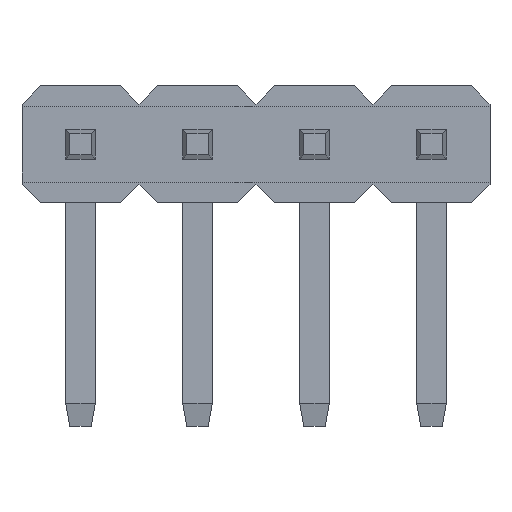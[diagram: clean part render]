
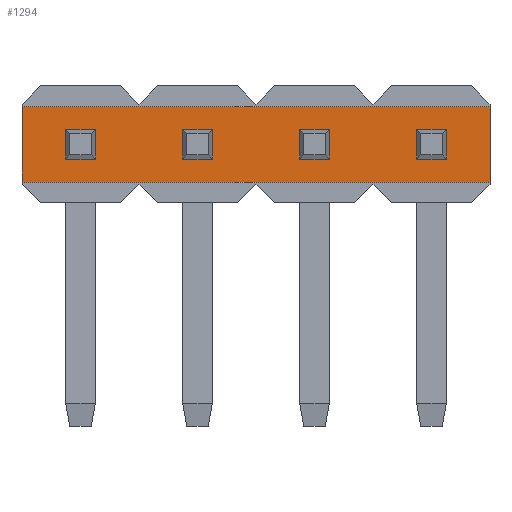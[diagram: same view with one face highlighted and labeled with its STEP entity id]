
A CAD part, front view. The second image highlights one B-rep face of the part: STEP entity #1294.
In plain terms, the highlighted planar face has unit normal (0, -1, 0).
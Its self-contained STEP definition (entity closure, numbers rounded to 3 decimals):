
#48=FACE_BOUND('',#154,.T.);
#49=FACE_BOUND('',#155,.T.);
#50=FACE_BOUND('',#156,.T.);
#51=FACE_BOUND('',#157,.T.);
#81=FACE_OUTER_BOUND('',#153,.T.);
#153=EDGE_LOOP('',(#1026,#1027,#1028,#1029));
#154=EDGE_LOOP('',(#1030,#1031,#1032,#1033));
#155=EDGE_LOOP('',(#1034,#1035,#1036,#1037));
#156=EDGE_LOOP('',(#1038,#1039,#1040,#1041));
#157=EDGE_LOOP('',(#1042,#1043,#1044,#1045));
#227=LINE('',#1838,#403);
#231=LINE('',#1846,#407);
#234=LINE('',#1852,#410);
#236=LINE('',#1855,#412);
#239=LINE('',#1862,#415);
#243=LINE('',#1870,#419);
#246=LINE('',#1876,#422);
#248=LINE('',#1879,#424);
#255=LINE('',#1891,#431);
#257=LINE('',#1897,#433);
#261=LINE('',#1905,#437);
#264=LINE('',#1911,#440);
#266=LINE('',#1914,#442);
#269=LINE('',#1920,#445);
#275=LINE('',#1932,#451);
#279=LINE('',#1940,#455);
#282=LINE('',#1946,#458);
#284=LINE('',#1949,#460);
#316=LINE('',#2011,#492);
#317=LINE('',#2013,#493);
#403=VECTOR('',#1478,1000.);
#407=VECTOR('',#1484,1000.);
#410=VECTOR('',#1489,1000.);
#412=VECTOR('',#1493,1000.);
#415=VECTOR('',#1498,1000.);
#419=VECTOR('',#1504,1000.);
#422=VECTOR('',#1509,1000.);
#424=VECTOR('',#1513,1000.);
#431=VECTOR('',#1522,1000.);
#433=VECTOR('',#1526,1000.);
#437=VECTOR('',#1532,1000.);
#440=VECTOR('',#1537,1000.);
#442=VECTOR('',#1541,1000.);
#445=VECTOR('',#1546,1000.);
#451=VECTOR('',#1554,1000.);
#455=VECTOR('',#1560,1000.);
#458=VECTOR('',#1565,1000.);
#460=VECTOR('',#1569,1000.);
#492=VECTOR('',#1617,1000.);
#493=VECTOR('',#1620,1000.);
#579=VERTEX_POINT('',#1835);
#580=VERTEX_POINT('',#1837);
#583=VERTEX_POINT('',#1844);
#585=VERTEX_POINT('',#1850);
#587=VERTEX_POINT('',#1859);
#588=VERTEX_POINT('',#1861);
#591=VERTEX_POINT('',#1868);
#593=VERTEX_POINT('',#1874);
#594=VERTEX_POINT('',#1882);
#597=VERTEX_POINT('',#1889);
#599=VERTEX_POINT('',#1894);
#600=VERTEX_POINT('',#1896);
#603=VERTEX_POINT('',#1903);
#605=VERTEX_POINT('',#1909);
#606=VERTEX_POINT('',#1917);
#607=VERTEX_POINT('',#1919);
#611=VERTEX_POINT('',#1929);
#612=VERTEX_POINT('',#1931);
#615=VERTEX_POINT('',#1938);
#617=VERTEX_POINT('',#1944);
#695=EDGE_CURVE('',#579,#580,#227,.T.);
#699=EDGE_CURVE('',#583,#579,#231,.T.);
#702=EDGE_CURVE('',#585,#583,#234,.T.);
#704=EDGE_CURVE('',#580,#585,#236,.T.);
#707=EDGE_CURVE('',#587,#588,#239,.T.);
#711=EDGE_CURVE('',#591,#587,#243,.T.);
#714=EDGE_CURVE('',#593,#591,#246,.T.);
#716=EDGE_CURVE('',#588,#593,#248,.T.);
#723=EDGE_CURVE('',#597,#594,#255,.T.);
#725=EDGE_CURVE('',#599,#600,#257,.T.);
#729=EDGE_CURVE('',#603,#599,#261,.T.);
#732=EDGE_CURVE('',#605,#603,#264,.T.);
#734=EDGE_CURVE('',#600,#605,#266,.T.);
#737=EDGE_CURVE('',#606,#607,#269,.T.);
#743=EDGE_CURVE('',#611,#612,#275,.T.);
#747=EDGE_CURVE('',#615,#611,#279,.T.);
#750=EDGE_CURVE('',#617,#615,#282,.T.);
#752=EDGE_CURVE('',#612,#617,#284,.T.);
#784=EDGE_CURVE('',#594,#606,#316,.T.);
#785=EDGE_CURVE('',#607,#597,#317,.T.);
#1026=ORIENTED_EDGE('',*,*,#784,.F.);
#1027=ORIENTED_EDGE('',*,*,#723,.F.);
#1028=ORIENTED_EDGE('',*,*,#785,.F.);
#1029=ORIENTED_EDGE('',*,*,#737,.F.);
#1030=ORIENTED_EDGE('',*,*,#699,.F.);
#1031=ORIENTED_EDGE('',*,*,#702,.F.);
#1032=ORIENTED_EDGE('',*,*,#704,.F.);
#1033=ORIENTED_EDGE('',*,*,#695,.F.);
#1034=ORIENTED_EDGE('',*,*,#711,.F.);
#1035=ORIENTED_EDGE('',*,*,#714,.F.);
#1036=ORIENTED_EDGE('',*,*,#716,.F.);
#1037=ORIENTED_EDGE('',*,*,#707,.F.);
#1038=ORIENTED_EDGE('',*,*,#729,.F.);
#1039=ORIENTED_EDGE('',*,*,#732,.F.);
#1040=ORIENTED_EDGE('',*,*,#734,.F.);
#1041=ORIENTED_EDGE('',*,*,#725,.F.);
#1042=ORIENTED_EDGE('',*,*,#747,.F.);
#1043=ORIENTED_EDGE('',*,*,#750,.F.);
#1044=ORIENTED_EDGE('',*,*,#752,.F.);
#1045=ORIENTED_EDGE('',*,*,#743,.F.);
#1227=PLANE('',#1390);
#1294=ADVANCED_FACE('',(#81,#48,#49,#50,#51),#1227,.T.);
#1390=AXIS2_PLACEMENT_3D('',#2014,#1621,#1622);
#1478=DIRECTION('',(0.,0.,1.));
#1484=DIRECTION('',(1.,0.,0.));
#1489=DIRECTION('',(0.,0.,-1.));
#1493=DIRECTION('',(-1.,0.,0.));
#1498=DIRECTION('',(0.,0.,1.));
#1504=DIRECTION('',(1.,0.,0.));
#1509=DIRECTION('',(0.,0.,-1.));
#1513=DIRECTION('',(-1.,0.,0.));
#1522=DIRECTION('',(0.,0.,-1.));
#1526=DIRECTION('',(0.,0.,1.));
#1532=DIRECTION('',(1.,0.,0.));
#1537=DIRECTION('',(0.,0.,-1.));
#1541=DIRECTION('',(-1.,0.,0.));
#1546=DIRECTION('',(0.,0.,1.));
#1554=DIRECTION('',(0.,0.,1.));
#1560=DIRECTION('',(1.,0.,0.));
#1565=DIRECTION('',(0.,0.,-1.));
#1569=DIRECTION('',(-1.,0.,0.));
#1617=DIRECTION('',(-1.,0.,0.));
#1620=DIRECTION('',(1.,0.,0.));
#1621=DIRECTION('center_axis',(0.,-1.,0.));
#1622=DIRECTION('ref_axis',(0.,0.,-1.));
#1835=CARTESIAN_POINT('',(2.86,0.6,-0.32));
#1837=CARTESIAN_POINT('',(2.86,0.6,0.32));
#1838=CARTESIAN_POINT('',(2.86,0.6,-0.32));
#1844=CARTESIAN_POINT('',(2.22,0.6,-0.32));
#1846=CARTESIAN_POINT('',(2.22,0.6,-0.32));
#1850=CARTESIAN_POINT('',(2.22,0.6,0.32));
#1852=CARTESIAN_POINT('',(2.22,0.6,-0.32));
#1855=CARTESIAN_POINT('',(2.22,0.6,0.32));
#1859=CARTESIAN_POINT('',(5.4,0.6,-0.32));
#1861=CARTESIAN_POINT('',(5.4,0.6,0.32));
#1862=CARTESIAN_POINT('',(5.4,0.6,-0.32));
#1868=CARTESIAN_POINT('',(4.76,0.6,-0.32));
#1870=CARTESIAN_POINT('',(4.76,0.6,-0.32));
#1874=CARTESIAN_POINT('',(4.76,0.6,0.32));
#1876=CARTESIAN_POINT('',(4.76,0.6,-0.32));
#1879=CARTESIAN_POINT('',(4.76,0.6,0.32));
#1882=CARTESIAN_POINT('',(8.89,0.6,-0.82));
#1889=CARTESIAN_POINT('',(8.89,0.6,0.82));
#1891=CARTESIAN_POINT('',(8.89,0.6,0.82));
#1894=CARTESIAN_POINT('',(7.94,0.6,-0.32));
#1896=CARTESIAN_POINT('',(7.94,0.6,0.32));
#1897=CARTESIAN_POINT('',(7.94,0.6,-0.32));
#1903=CARTESIAN_POINT('',(7.3,0.6,-0.32));
#1905=CARTESIAN_POINT('',(7.3,0.6,-0.32));
#1909=CARTESIAN_POINT('',(7.3,0.6,0.32));
#1911=CARTESIAN_POINT('',(7.3,0.6,-0.32));
#1914=CARTESIAN_POINT('',(7.3,0.6,0.32));
#1917=CARTESIAN_POINT('',(-1.27,0.6,-0.82));
#1919=CARTESIAN_POINT('',(-1.27,0.6,0.82));
#1920=CARTESIAN_POINT('',(-1.27,0.6,0.82));
#1929=CARTESIAN_POINT('',(0.32,0.6,-0.32));
#1931=CARTESIAN_POINT('',(0.32,0.6,0.32));
#1932=CARTESIAN_POINT('',(0.32,0.6,-0.32));
#1938=CARTESIAN_POINT('',(-0.32,0.6,-0.32));
#1940=CARTESIAN_POINT('',(-0.32,0.6,-0.32));
#1944=CARTESIAN_POINT('',(-0.32,0.6,0.32));
#1946=CARTESIAN_POINT('',(-0.32,0.6,-0.32));
#1949=CARTESIAN_POINT('',(-0.32,0.6,0.32));
#2011=CARTESIAN_POINT('',(-1.27,0.6,-0.82));
#2013=CARTESIAN_POINT('',(-1.27,0.6,0.82));
#2014=CARTESIAN_POINT('Origin',(0.,0.6,0.));
